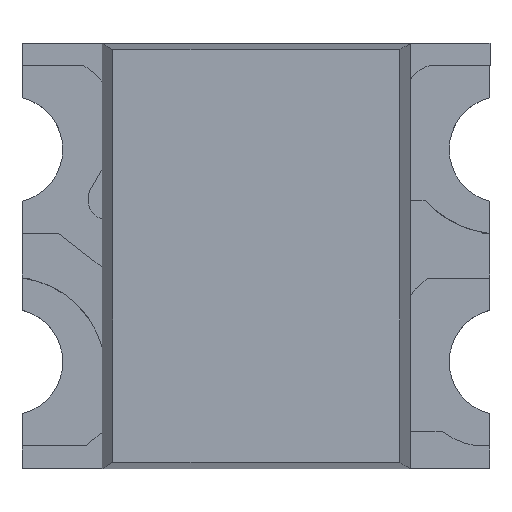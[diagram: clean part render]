
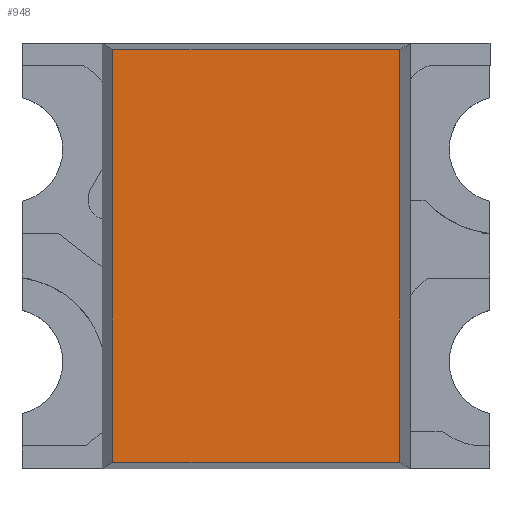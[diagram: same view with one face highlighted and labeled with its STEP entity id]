
A CAD part, top view. The second image highlights one B-rep face of the part: STEP entity #948.
In plain terms, the highlighted planar face has unit normal (0, 0, 1).
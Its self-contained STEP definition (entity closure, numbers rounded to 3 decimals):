
#912 = EDGE_CURVE('',#913,#915,#917,.T.);
#913 = VERTEX_POINT('',#914);
#914 = CARTESIAN_POINT('',(0.675,0.97,0.875));
#915 = VERTEX_POINT('',#916);
#916 = CARTESIAN_POINT('',(-0.675,0.97,0.875));
#917 = LINE('',#918,#919);
#918 = CARTESIAN_POINT('',(0.725,0.97,0.875));
#919 = VECTOR('',#920,1.);
#920 = DIRECTION('',(-1.,0.,0.));
#948 = ADVANCED_FACE('',(#949),#974,.T.);
#949 = FACE_BOUND('',#950,.T.);
#950 = EDGE_LOOP('',(#951,#952,#960,#968));
#951 = ORIENTED_EDGE('',*,*,#912,.T.);
#952 = ORIENTED_EDGE('',*,*,#953,.T.);
#953 = EDGE_CURVE('',#915,#954,#956,.T.);
#954 = VERTEX_POINT('',#955);
#955 = CARTESIAN_POINT('',(-0.675,-0.97,0.875));
#956 = LINE('',#957,#958);
#957 = CARTESIAN_POINT('',(-0.675,0.97,0.875));
#958 = VECTOR('',#959,1.);
#959 = DIRECTION('',(0.,-1.,0.));
#960 = ORIENTED_EDGE('',*,*,#961,.T.);
#961 = EDGE_CURVE('',#954,#962,#964,.T.);
#962 = VERTEX_POINT('',#963);
#963 = CARTESIAN_POINT('',(0.675,-0.97,0.875));
#964 = LINE('',#965,#966);
#965 = CARTESIAN_POINT('',(-0.725,-0.97,0.875));
#966 = VECTOR('',#967,1.);
#967 = DIRECTION('',(1.,0.,0.));
#968 = ORIENTED_EDGE('',*,*,#969,.T.);
#969 = EDGE_CURVE('',#962,#913,#970,.T.);
#970 = LINE('',#971,#972);
#971 = CARTESIAN_POINT('',(0.675,-0.97,0.875));
#972 = VECTOR('',#973,1.);
#973 = DIRECTION('',(0.,1.,0.));
#974 = PLANE('',#975);
#975 = AXIS2_PLACEMENT_3D('',#976,#977,#978);
#976 = CARTESIAN_POINT('',(0.,0.,0.875));
#977 = DIRECTION('',(0.,0.,1.));
#978 = DIRECTION('',(1.,0.,0.));
